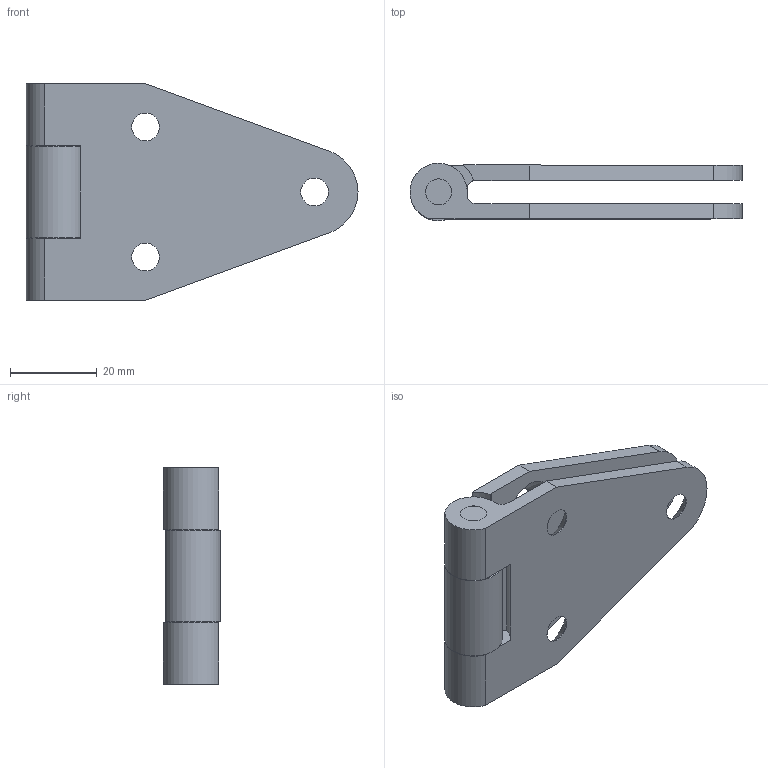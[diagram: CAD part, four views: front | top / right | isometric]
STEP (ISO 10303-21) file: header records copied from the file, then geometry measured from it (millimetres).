
FILE_DESCRIPTION( ( 'STEP AP214' ), '1' );
FILE_NAME( 'K1141.067070500.stp', '2020-12-10T10:23:41', ( '' ), ( '' ), ' ', 'PARTsolutions', ' ' );
FILE_SCHEMA( ( 'AUTOMOTIVE_DESIGN { 1 0 10303 214 1 1 1 1 }' ) );
Length unit declared in the file: millimetre
Products named in the file (1): _K1141.067070500
Bounding box: 76.6 x 13.18 x 50 mm (x, y, z)
Volume: 21379.1 mm3; surface area: 12871.7 mm2
Topology: 1 solids, 1 shells, 45 faces, 112 edges, 73 vertices
Faces by surface type: cylinder 21, plane 18, cone 6
Full cylindrical faces by diameter (mm): 6 x4, 6.4 x6
Entity records: 1671 total; most frequent: DIRECTION 237, CARTESIAN_POINT 213, ORIENTED_EDGE 190, AXIS2_PLACEMENT_3D 96, EDGE_CURVE 95, EDGE_LOOP 79, VERTEX_POINT 72, FACE_OUTER_BOUND 55
